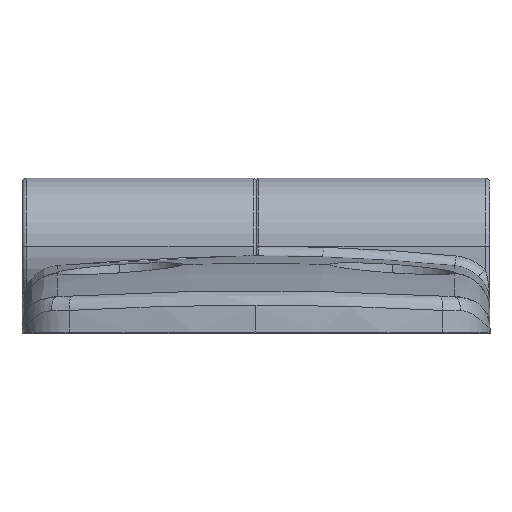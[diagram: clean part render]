
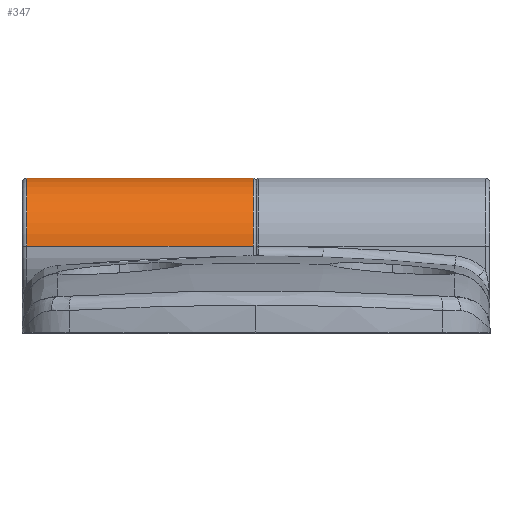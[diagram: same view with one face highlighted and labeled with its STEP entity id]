
A CAD part, top view. The second image highlights one B-rep face of the part: STEP entity #347.
In plain terms, the highlighted cylindrical face has radius 7 mm (diameter 14 mm), a partial arc.
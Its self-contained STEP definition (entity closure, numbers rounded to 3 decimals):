
#17 = ORIENTED_EDGE ( 'NONE', *, *, #2599, .T. ) ;
#30 = ORIENTED_EDGE ( 'NONE', *, *, #2496, .T. ) ;
#147 = DIRECTION ( 'NONE',  ( 0., 0., 1. ) ) ;
#220 = CARTESIAN_POINT ( 'NONE',  ( -0.3, 8.9, 7. ) ) ;
#257 = CARTESIAN_POINT ( 'NONE',  ( -0.3, 8.9, 0. ) ) ;
#347 = ADVANCED_FACE ( 'NONE', ( #1061 ), #1130, .T. ) ;
#398 = DIRECTION ( 'NONE',  ( -1., 0., 0. ) ) ;
#425 = DIRECTION ( 'NONE',  ( 1., 0., 0. ) ) ;
#457 = LINE ( 'NONE', #1959, #2172 ) ;
#471 = DIRECTION ( 'NONE',  ( 0., 0., -1. ) ) ;
#474 = VERTEX_POINT ( 'NONE', #2868 ) ;
#770 = CIRCLE ( 'NONE', #1710, 7. ) ;
#935 = VERTEX_POINT ( 'NONE', #220 ) ;
#1061 = FACE_OUTER_BOUND ( 'NONE', #2445, .T. ) ;
#1130 = CYLINDRICAL_SURFACE ( 'NONE', #2135, 7. ) ;
#1232 = CARTESIAN_POINT ( 'NONE',  ( -23.5, 8.9, -7. ) ) ;
#1239 = CARTESIAN_POINT ( 'NONE',  ( 24., 8.9, 0. ) ) ;
#1402 = AXIS2_PLACEMENT_3D ( 'NONE', #1762, #425, #1986 ) ;
#1670 = ORIENTED_EDGE ( 'NONE', *, *, #2669, .F. ) ;
#1710 = AXIS2_PLACEMENT_3D ( 'NONE', #257, #1810, #471 ) ;
#1734 = ORIENTED_EDGE ( 'NONE', *, *, #2381, .T. ) ;
#1762 = CARTESIAN_POINT ( 'NONE',  ( -23.5, 8.9, 0. ) ) ;
#1810 = DIRECTION ( 'NONE',  ( -1., 0., 0. ) ) ;
#1959 = CARTESIAN_POINT ( 'NONE',  ( 24., 8.9, 7. ) ) ;
#1986 = DIRECTION ( 'NONE',  ( 0., 0., 1. ) ) ;
#2135 = AXIS2_PLACEMENT_3D ( 'NONE', #1239, #2889, #147 ) ;
#2148 = LINE ( 'NONE', #2369, #2805 ) ;
#2172 = VECTOR ( 'NONE', #398, 1000. ) ;
#2302 = VERTEX_POINT ( 'NONE', #2516 ) ;
#2369 = CARTESIAN_POINT ( 'NONE',  ( 24., 8.9, -7. ) ) ;
#2381 = EDGE_CURVE ( 'NONE', #935, #474, #770, .T. ) ;
#2445 = EDGE_LOOP ( 'NONE', ( #1670, #1734, #30, #17 ) ) ;
#2464 = CIRCLE ( 'NONE', #1402, 7. ) ;
#2496 = EDGE_CURVE ( 'NONE', #474, #2638, #2148, .T. ) ;
#2516 = CARTESIAN_POINT ( 'NONE',  ( -23.5, 8.9, 7. ) ) ;
#2599 = EDGE_CURVE ( 'NONE', #2638, #2302, #2464, .T. ) ;
#2638 = VERTEX_POINT ( 'NONE', #1232 ) ;
#2669 = EDGE_CURVE ( 'NONE', #935, #2302, #457, .T. ) ;
#2805 = VECTOR ( 'NONE', #2910, 1000. ) ;
#2868 = CARTESIAN_POINT ( 'NONE',  ( -0.3, 8.9, -7. ) ) ;
#2889 = DIRECTION ( 'NONE',  ( -1., 0., 0. ) ) ;
#2910 = DIRECTION ( 'NONE',  ( -1., 0., 0. ) ) ;
